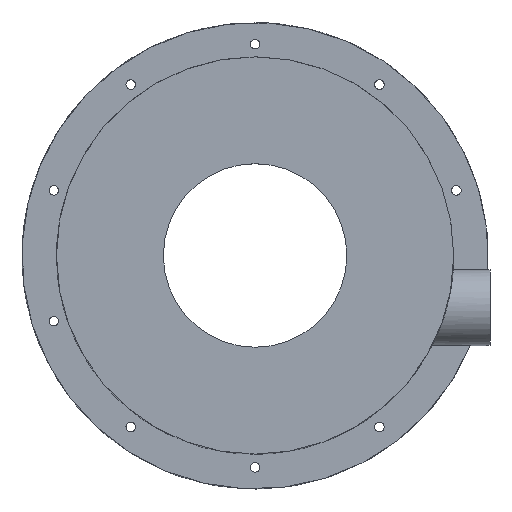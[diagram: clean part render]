
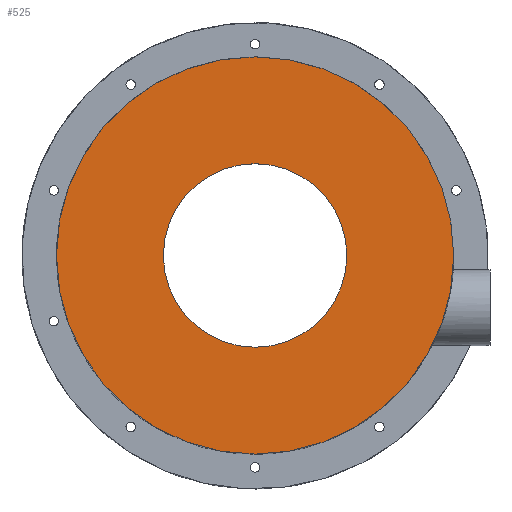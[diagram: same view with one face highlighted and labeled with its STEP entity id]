
A CAD part, top view. The second image highlights one B-rep face of the part: STEP entity #525.
In plain terms, the highlighted planar face has unit normal (0, 0, 1).
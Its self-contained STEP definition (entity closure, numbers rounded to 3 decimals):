
#49=FACE_BOUND('',#141,.T.);
#76=CIRCLE('',#578,115.);
#81=CIRCLE('',#586,53.125);
#105=FACE_OUTER_BOUND('',#140,.T.);
#140=EDGE_LOOP('',(#450));
#141=EDGE_LOOP('',(#451));
#266=VERTEX_POINT('',#994);
#270=VERTEX_POINT('',#1008);
#327=EDGE_CURVE('',#266,#266,#76,.T.);
#334=EDGE_CURVE('',#270,#270,#81,.T.);
#450=ORIENTED_EDGE('',*,*,#327,.T.);
#451=ORIENTED_EDGE('',*,*,#334,.T.);
#509=PLANE('',#587);
#525=ADVANCED_FACE('',(#105,#49),#509,.T.);
#578=AXIS2_PLACEMENT_3D('',#995,#687,#688);
#586=AXIS2_PLACEMENT_3D('',#1009,#705,#706);
#587=AXIS2_PLACEMENT_3D('',#1011,#708,#709);
#687=DIRECTION('center_axis',(0.,0.,1.));
#688=DIRECTION('ref_axis',(-1.,0.,0.));
#705=DIRECTION('center_axis',(0.,0.,-1.));
#706=DIRECTION('ref_axis',(-1.,0.,0.));
#708=DIRECTION('center_axis',(0.,0.,1.));
#709=DIRECTION('ref_axis',(-1.,0.,0.));
#994=CARTESIAN_POINT('',(115.,0.,120.5));
#995=CARTESIAN_POINT('Origin',(0.,0.,120.5));
#1008=CARTESIAN_POINT('',(53.125,0.,120.5));
#1009=CARTESIAN_POINT('Origin',(0.,0.,120.5));
#1011=CARTESIAN_POINT('Origin',(0.,0.,120.5));
